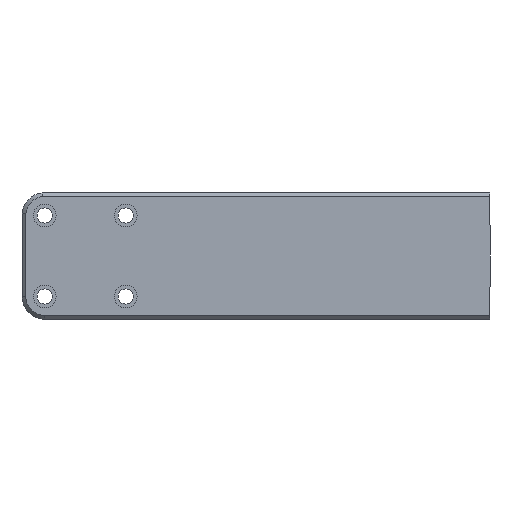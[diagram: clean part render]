
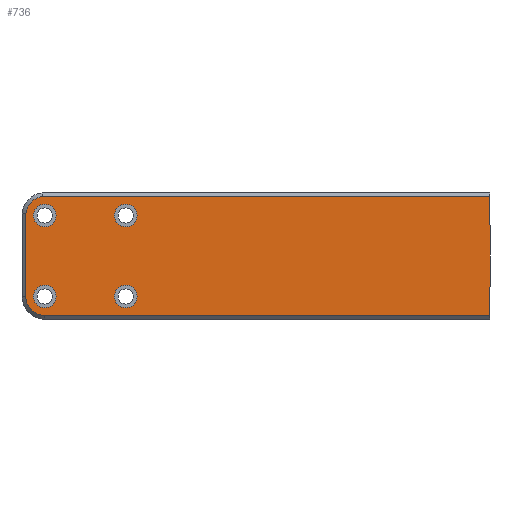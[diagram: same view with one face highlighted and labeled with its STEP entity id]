
A CAD part, front view. The second image highlights one B-rep face of the part: STEP entity #736.
In plain terms, the highlighted planar face has unit normal (0, -1, 0).
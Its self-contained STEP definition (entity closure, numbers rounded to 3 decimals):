
#21=FACE_BOUND('',#125,.T.);
#22=FACE_BOUND('',#126,.T.);
#23=FACE_BOUND('',#127,.T.);
#24=FACE_BOUND('',#128,.T.);
#45=PLANE('',#811);
#75=FACE_OUTER_BOUND('',#124,.T.);
#124=EDGE_LOOP('',(#578,#579,#580,#581,#582,#583,#584,#585));
#125=EDGE_LOOP('',(#586));
#126=EDGE_LOOP('',(#587));
#127=EDGE_LOOP('',(#588));
#128=EDGE_LOOP('',(#589));
#185=LINE('',#1177,#251);
#188=LINE('',#1183,#254);
#189=LINE('',#1185,#255);
#190=LINE('',#1187,#256);
#199=LINE('',#1207,#265);
#200=LINE('',#1210,#266);
#251=VECTOR('',#936,10.);
#254=VECTOR('',#941,10.);
#255=VECTOR('',#942,10.);
#256=VECTOR('',#943,10.);
#265=VECTOR('',#958,10.);
#266=VECTOR('',#961,10.);
#310=CIRCLE('',#806,7.555);
#313=CIRCLE('',#812,7.5);
#314=CIRCLE('',#813,4.5);
#315=CIRCLE('',#814,4.5);
#316=CIRCLE('',#815,4.5);
#317=CIRCLE('',#816,4.5);
#359=VERTEX_POINT('',#1165);
#360=VERTEX_POINT('',#1169);
#361=VERTEX_POINT('',#1176);
#363=VERTEX_POINT('',#1182);
#364=VERTEX_POINT('',#1184);
#365=VERTEX_POINT('',#1186);
#373=VERTEX_POINT('',#1206);
#374=VERTEX_POINT('',#1208);
#375=VERTEX_POINT('',#1211);
#376=VERTEX_POINT('',#1213);
#377=VERTEX_POINT('',#1215);
#378=VERTEX_POINT('',#1217);
#434=EDGE_CURVE('',#359,#360,#310,.T.);
#436=EDGE_CURVE('',#360,#361,#185,.T.);
#439=EDGE_CURVE('',#363,#361,#188,.T.);
#440=EDGE_CURVE('',#364,#363,#189,.T.);
#441=EDGE_CURVE('',#365,#364,#190,.T.);
#452=EDGE_CURVE('',#373,#359,#199,.T.);
#453=EDGE_CURVE('',#374,#373,#313,.T.);
#454=EDGE_CURVE('',#365,#374,#200,.T.);
#455=EDGE_CURVE('',#375,#375,#314,.T.);
#456=EDGE_CURVE('',#376,#376,#315,.T.);
#457=EDGE_CURVE('',#377,#377,#316,.T.);
#458=EDGE_CURVE('',#378,#378,#317,.T.);
#578=ORIENTED_EDGE('',*,*,#436,.F.);
#579=ORIENTED_EDGE('',*,*,#434,.F.);
#580=ORIENTED_EDGE('',*,*,#452,.F.);
#581=ORIENTED_EDGE('',*,*,#453,.F.);
#582=ORIENTED_EDGE('',*,*,#454,.F.);
#583=ORIENTED_EDGE('',*,*,#441,.T.);
#584=ORIENTED_EDGE('',*,*,#440,.T.);
#585=ORIENTED_EDGE('',*,*,#439,.T.);
#586=ORIENTED_EDGE('',*,*,#455,.T.);
#587=ORIENTED_EDGE('',*,*,#456,.T.);
#588=ORIENTED_EDGE('',*,*,#457,.T.);
#589=ORIENTED_EDGE('',*,*,#458,.T.);
#736=ADVANCED_FACE('',(#75,#21,#22,#23,#24),#45,.F.);
#806=AXIS2_PLACEMENT_3D('',#1170,#932,#933);
#811=AXIS2_PLACEMENT_3D('',#1205,#956,#957);
#812=AXIS2_PLACEMENT_3D('',#1209,#959,#960);
#813=AXIS2_PLACEMENT_3D('',#1212,#962,#963);
#814=AXIS2_PLACEMENT_3D('',#1214,#964,#965);
#815=AXIS2_PLACEMENT_3D('',#1216,#966,#967);
#816=AXIS2_PLACEMENT_3D('',#1218,#968,#969);
#932=DIRECTION('center_axis',(0.,1.,0.));
#933=DIRECTION('ref_axis',(-0.994,0.,-0.11));
#936=DIRECTION('',(1.,0.,0.));
#941=DIRECTION('',(0.,0.,1.));
#942=DIRECTION('',(0.,0.,1.));
#943=DIRECTION('',(0.,0.,1.));
#956=DIRECTION('center_axis',(0.,1.,0.));
#957=DIRECTION('ref_axis',(1.,0.,0.));
#958=DIRECTION('',(0.,0.,1.));
#959=DIRECTION('center_axis',(0.,1.,0.));
#960=DIRECTION('ref_axis',(0.,0.,-1.));
#961=DIRECTION('',(-1.,0.,0.));
#962=DIRECTION('center_axis',(0.,1.,0.));
#963=DIRECTION('ref_axis',(1.,0.,0.));
#964=DIRECTION('center_axis',(0.,1.,0.));
#965=DIRECTION('ref_axis',(1.,0.,0.));
#966=DIRECTION('center_axis',(0.,1.,0.));
#967=DIRECTION('ref_axis',(1.,0.,0.));
#968=DIRECTION('center_axis',(0.,1.,0.));
#969=DIRECTION('ref_axis',(1.,0.,0.));
#1165=CARTESIAN_POINT('',(1.5,0.,-8.087));
#1169=CARTESIAN_POINT('',(8.087,0.,-1.5));
#1170=CARTESIAN_POINT('Origin',(9.,0.,-9.));
#1176=CARTESIAN_POINT('',(185.,0.,-1.5));
#1177=CARTESIAN_POINT('',(50.236,0.,-1.5));
#1182=CARTESIAN_POINT('',(185.,0.,-13.));
#1183=CARTESIAN_POINT('',(185.,0.,-50.));
#1184=CARTESIAN_POINT('',(185.,0.,-37.));
#1185=CARTESIAN_POINT('',(185.,0.,-50.));
#1186=CARTESIAN_POINT('',(185.,0.,-48.5));
#1187=CARTESIAN_POINT('',(185.,0.,-50.));
#1205=CARTESIAN_POINT('Origin',(92.472,0.,-24.972));
#1206=CARTESIAN_POINT('',(1.5,0.,-41.));
#1207=CARTESIAN_POINT('',(1.5,0.,-32.986));
#1208=CARTESIAN_POINT('',(9.,0.,-48.5));
#1209=CARTESIAN_POINT('Origin',(9.,0.,-41.));
#1210=CARTESIAN_POINT('',(138.736,0.,-48.5));
#1211=CARTESIAN_POINT('',(36.5,0.,-9.));
#1212=CARTESIAN_POINT('Origin',(41.,0.,-9.));
#1213=CARTESIAN_POINT('',(36.5,0.,-41.));
#1214=CARTESIAN_POINT('Origin',(41.,0.,-41.));
#1215=CARTESIAN_POINT('',(4.5,0.,-9.));
#1216=CARTESIAN_POINT('Origin',(9.,0.,-9.));
#1217=CARTESIAN_POINT('',(4.5,0.,-41.));
#1218=CARTESIAN_POINT('Origin',(9.,0.,-41.));
